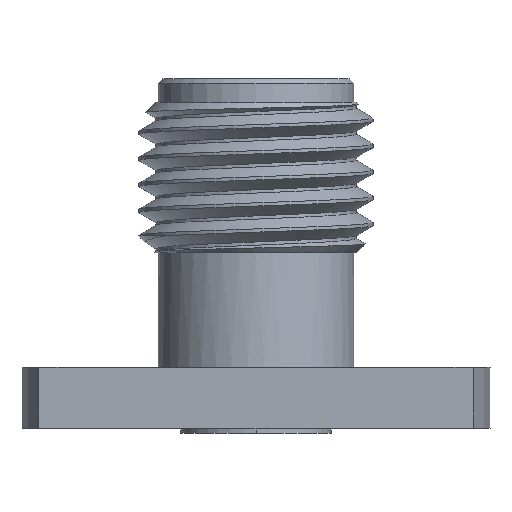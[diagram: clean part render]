
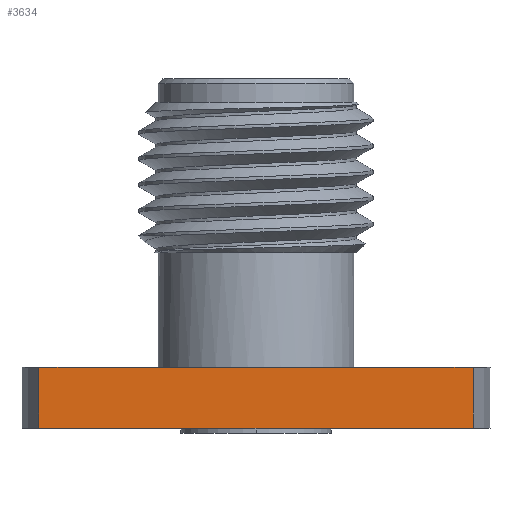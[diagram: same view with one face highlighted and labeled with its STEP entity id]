
A CAD part, left-side view. The second image highlights one B-rep face of the part: STEP entity #3634.
In plain terms, the highlighted planar face has unit normal (-1, 0, 0).
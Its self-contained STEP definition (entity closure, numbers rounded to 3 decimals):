
#31 = VECTOR ( 'NONE', #2548, 1000. ) ;
#70 = EDGE_CURVE ( 'NONE', #3882, #4280, #2894, .T. ) ;
#214 = DIRECTION ( 'NONE',  ( -1., 0., 0. ) ) ;
#383 = VECTOR ( 'NONE', #1503, 1000. ) ;
#518 = DIRECTION ( 'NONE',  ( 0., -1., 0. ) ) ;
#522 = ORIENTED_EDGE ( 'NONE', *, *, #2120, .F. ) ;
#599 = LINE ( 'NONE', #4069, #383 ) ;
#615 = DIRECTION ( 'NONE',  ( 0., 0., 1. ) ) ;
#644 = CARTESIAN_POINT ( 'NONE',  ( -2.415, -5.873, 0. ) ) ;
#751 = LINE ( 'NONE', #2961, #4365 ) ;
#800 = LINE ( 'NONE', #2454, #1301 ) ;
#813 = EDGE_CURVE ( 'NONE', #4578, #2326, #599, .T. ) ;
#881 = CARTESIAN_POINT ( 'NONE',  ( -2.415, -5.873, 0. ) ) ;
#1301 = VECTOR ( 'NONE', #2563, 1000. ) ;
#1503 = DIRECTION ( 'NONE',  ( 0., -1., 0. ) ) ;
#1507 = ORIENTED_EDGE ( 'NONE', *, *, #813, .T. ) ;
#1599 = CARTESIAN_POINT ( 'NONE',  ( -2.415, 1.091, 0. ) ) ;
#1699 = AXIS2_PLACEMENT_3D ( 'NONE', #3148, #214, #615 ) ;
#1704 = CARTESIAN_POINT ( 'NONE',  ( -2.415, 5.873, -1.65 ) ) ;
#1868 = ORIENTED_EDGE ( 'NONE', *, *, #4641, .T. ) ;
#1927 = VERTEX_POINT ( 'NONE', #2718 ) ;
#2091 = FACE_OUTER_BOUND ( 'NONE', #2691, .T. ) ;
#2120 = EDGE_CURVE ( 'NONE', #2863, #3882, #3173, .T. ) ;
#2180 = CARTESIAN_POINT ( 'NONE',  ( -2.415, -5.873, -1.65 ) ) ;
#2199 = VECTOR ( 'NONE', #518, 1000. ) ;
#2326 = VERTEX_POINT ( 'NONE', #2180 ) ;
#2454 = CARTESIAN_POINT ( 'NONE',  ( -2.415, -5.873, -1.65 ) ) ;
#2516 = DIRECTION ( 'NONE',  ( 0., -1., 0. ) ) ;
#2548 = DIRECTION ( 'NONE',  ( 0., -1., 0. ) ) ;
#2563 = DIRECTION ( 'NONE',  ( 0., 0., 1. ) ) ;
#2584 = CARTESIAN_POINT ( 'NONE',  ( -2.415, -1.091, 0. ) ) ;
#2691 = EDGE_LOOP ( 'NONE', ( #3534, #3493, #1507, #1868, #3139, #522 ) ) ;
#2718 = CARTESIAN_POINT ( 'NONE',  ( -2.415, 5.873, 0. ) ) ;
#2863 = VERTEX_POINT ( 'NONE', #1599 ) ;
#2894 = LINE ( 'NONE', #4746, #31 ) ;
#2911 = DIRECTION ( 'NONE',  ( 0., 0., 1. ) ) ;
#2961 = CARTESIAN_POINT ( 'NONE',  ( -2.415, 5.873, -1.65 ) ) ;
#3116 = VECTOR ( 'NONE', #2516, 1000. ) ;
#3139 = ORIENTED_EDGE ( 'NONE', *, *, #70, .F. ) ;
#3148 = CARTESIAN_POINT ( 'NONE',  ( -2.415, -5.873, -1.65 ) ) ;
#3173 = LINE ( 'NONE', #881, #2199 ) ;
#3493 = ORIENTED_EDGE ( 'NONE', *, *, #4671, .F. ) ;
#3534 = ORIENTED_EDGE ( 'NONE', *, *, #4491, .F. ) ;
#3545 = PLANE ( 'NONE',  #1699 ) ;
#3634 = ADVANCED_FACE ( 'NONE', ( #2091 ), #3545, .T. ) ;
#3882 = VERTEX_POINT ( 'NONE', #2584 ) ;
#4069 = CARTESIAN_POINT ( 'NONE',  ( -2.415, -5.873, -1.65 ) ) ;
#4133 = CARTESIAN_POINT ( 'NONE',  ( -2.415, -5.873, 0. ) ) ;
#4200 = LINE ( 'NONE', #644, #3116 ) ;
#4280 = VERTEX_POINT ( 'NONE', #4133 ) ;
#4365 = VECTOR ( 'NONE', #2911, 1000. ) ;
#4491 = EDGE_CURVE ( 'NONE', #1927, #2863, #4200, .T. ) ;
#4578 = VERTEX_POINT ( 'NONE', #1704 ) ;
#4641 = EDGE_CURVE ( 'NONE', #2326, #4280, #800, .T. ) ;
#4671 = EDGE_CURVE ( 'NONE', #4578, #1927, #751, .T. ) ;
#4746 = CARTESIAN_POINT ( 'NONE',  ( -2.415, -5.873, 0. ) ) ;
